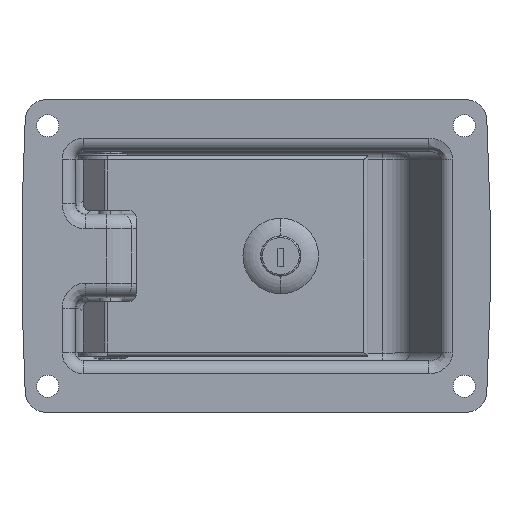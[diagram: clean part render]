
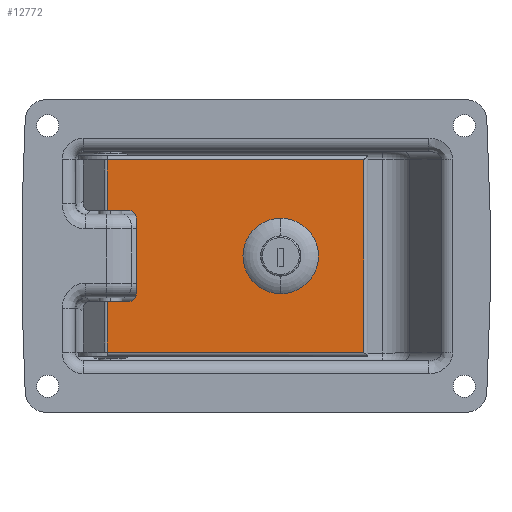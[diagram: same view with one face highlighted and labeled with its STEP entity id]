
A CAD part, top view. The second image highlights one B-rep face of the part: STEP entity #12772.
In plain terms, the highlighted face is planar.
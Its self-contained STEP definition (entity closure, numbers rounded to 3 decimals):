
#40 = CARTESIAN_POINT ( 'NONE',  ( -1.208, 36.9, -15.1 ) ) ;
#136 = EDGE_CURVE ( 'NONE', #9151, #15584, #3878, .T. ) ;
#297 = DIRECTION ( 'NONE',  ( -1., 0., 0. ) ) ;
#402 = CARTESIAN_POINT ( 'NONE',  ( 7., 14.5, -15.1 ) ) ;
#430 = CARTESIAN_POINT ( 'NONE',  ( 74.75, -6.833, -15.1 ) ) ;
#511 = CARTESIAN_POINT ( 'NONE',  ( -10.356, -17.5, -15.1 ) ) ;
#577 = VERTEX_POINT ( 'NONE', #7924 ) ;
#626 = LINE ( 'NONE', #8175, #9506 ) ;
#668 = DIRECTION ( 'NONE',  ( 0., 0., 1. ) ) ;
#722 = DIRECTION ( 'NONE',  ( -1., 0., 0. ) ) ;
#798 = DIRECTION ( 'NONE',  ( -1., 0., 0. ) ) ;
#901 = ORIENTED_EDGE ( 'NONE', *, *, #9919, .T. ) ;
#942 = CARTESIAN_POINT ( 'NONE',  ( 61.9, 13., -15.1 ) ) ;
#990 = CIRCLE ( 'NONE', #14784, 11.5 ) ;
#1039 = CARTESIAN_POINT ( 'NONE',  ( -1.208, -36.9, -15.1 ) ) ;
#1164 = LINE ( 'NONE', #9289, #15119 ) ;
#1232 = CARTESIAN_POINT ( 'NONE',  ( 10., 17.5, -15.1 ) ) ;
#1517 = LINE ( 'NONE', #8913, #5376 ) ;
#1592 = CARTESIAN_POINT ( 'NONE',  ( 61.9, 13., -15.1 ) ) ;
#1604 = LINE ( 'NONE', #1592, #3620 ) ;
#1609 = ORIENTED_EDGE ( 'NONE', *, *, #16116, .T. ) ;
#1707 = CARTESIAN_POINT ( 'NONE',  ( 65.5, 0., -15.1 ) ) ;
#1940 = ORIENTED_EDGE ( 'NONE', *, *, #10211, .T. ) ;
#2151 = ORIENTED_EDGE ( 'NONE', *, *, #8516, .T. ) ;
#2199 = VECTOR ( 'NONE', #10089, 1000. ) ;
#2267 = CARTESIAN_POINT ( 'NONE',  ( 97.395, -36.9, -15.1 ) ) ;
#2347 = CIRCLE ( 'NONE', #4073, 3. ) ;
#2351 = DIRECTION ( 'NONE',  ( -1., 0., 0. ) ) ;
#2405 = DIRECTION ( 'NONE',  ( 0., 1., 0. ) ) ;
#2697 = CARTESIAN_POINT ( 'NONE',  ( 69.1, 13., -15.1 ) ) ;
#2770 = VERTEX_POINT ( 'NONE', #16095 ) ;
#2979 = EDGE_CURVE ( 'NONE', #577, #7004, #15808, .T. ) ;
#3019 = DIRECTION ( 'NONE',  ( 1., 0., 0. ) ) ;
#3217 = CIRCLE ( 'NONE', #10178, 11.5 ) ;
#3267 = CARTESIAN_POINT ( 'NONE',  ( 69.1, 10.922, -15.1 ) ) ;
#3304 = ORIENTED_EDGE ( 'NONE', *, *, #11378, .T. ) ;
#3341 = EDGE_CURVE ( 'NONE', #15584, #16102, #1604, .T. ) ;
#3360 = LINE ( 'NONE', #14298, #11654 ) ;
#3520 = LINE ( 'NONE', #430, #11806 ) ;
#3612 = ORIENTED_EDGE ( 'NONE', *, *, #12741, .T. ) ;
#3620 = VECTOR ( 'NONE', #4078, 1000. ) ;
#3878 = LINE ( 'NONE', #14986, #10348 ) ;
#4073 = AXIS2_PLACEMENT_3D ( 'NONE', #402, #11953, #297 ) ;
#4078 = DIRECTION ( 'NONE',  ( 0., -1., 0. ) ) ;
#4118 = VECTOR ( 'NONE', #9618, 1000. ) ;
#4266 = VECTOR ( 'NONE', #14568, 1000. ) ;
#4311 = EDGE_CURVE ( 'NONE', #7004, #2770, #15954, .T. ) ;
#4331 = LINE ( 'NONE', #11929, #4118 ) ;
#4627 = EDGE_CURVE ( 'NONE', #9946, #9151, #1164, .T. ) ;
#4751 = VERTEX_POINT ( 'NONE', #8114 ) ;
#5233 = EDGE_CURVE ( 'NONE', #2770, #12814, #3520, .T. ) ;
#5376 = VECTOR ( 'NONE', #14174, 1000. ) ;
#5390 = EDGE_CURVE ( 'NONE', #15503, #10325, #1517, .T. ) ;
#5557 = FACE_BOUND ( 'NONE', #16405, .T. ) ;
#6260 = ORIENTED_EDGE ( 'NONE', *, *, #12693, .T. ) ;
#6492 = CARTESIAN_POINT ( 'NONE',  ( 7., -17.5, -15.1 ) ) ;
#6721 = CARTESIAN_POINT ( 'NONE',  ( 61.9, 10.922, -15.1 ) ) ;
#6793 = VERTEX_POINT ( 'NONE', #2267 ) ;
#6948 = ORIENTED_EDGE ( 'NONE', *, *, #12253, .T. ) ;
#7004 = VERTEX_POINT ( 'NONE', #13089 ) ;
#7250 = AXIS2_PLACEMENT_3D ( 'NONE', #1707, #10741, #3019 ) ;
#7652 = CARTESIAN_POINT ( 'NONE',  ( -1.208, 17.5, -15.1 ) ) ;
#7924 = CARTESIAN_POINT ( 'NONE',  ( 56.25, 6.833, -15.1 ) ) ;
#7931 = ORIENTED_EDGE ( 'NONE', *, *, #14936, .T. ) ;
#7938 = DIRECTION ( 'NONE',  ( -1., 0., 0. ) ) ;
#8114 = CARTESIAN_POINT ( 'NONE',  ( 7., 17.5, -15.1 ) ) ;
#8175 = CARTESIAN_POINT ( 'NONE',  ( 97.395, 36.9, -15.1 ) ) ;
#8288 = ORIENTED_EDGE ( 'NONE', *, *, #13074, .T. ) ;
#8391 = CARTESIAN_POINT ( 'NONE',  ( 65.5, 0., -15.1 ) ) ;
#8516 = EDGE_CURVE ( 'NONE', #10325, #10761, #11537, .T. ) ;
#8900 = EDGE_LOOP ( 'NONE', ( #1940, #6948, #3304, #3612, #1609, #8288, #6260, #14962, #2151, #7931 ) ) ;
#8913 = CARTESIAN_POINT ( 'NONE',  ( -1.208, 36.9, -15.1 ) ) ;
#9008 = ORIENTED_EDGE ( 'NONE', *, *, #2979, .T. ) ;
#9151 = VERTEX_POINT ( 'NONE', #2697 ) ;
#9249 = CARTESIAN_POINT ( 'NONE',  ( -1.208, -17.5, -15.1 ) ) ;
#9276 = LINE ( 'NONE', #1232, #2199 ) ;
#9282 = DIRECTION ( 'NONE',  ( 0., 0., -1. ) ) ;
#9289 = CARTESIAN_POINT ( 'NONE',  ( 69.1, 13., -15.1 ) ) ;
#9506 = VECTOR ( 'NONE', #14559, 1000. ) ;
#9588 = VERTEX_POINT ( 'NONE', #7652 ) ;
#9618 = DIRECTION ( 'NONE',  ( 0., -1., 0. ) ) ;
#9639 = CARTESIAN_POINT ( 'NONE',  ( 7., -14.5, -15.1 ) ) ;
#9646 = CARTESIAN_POINT ( 'NONE',  ( -1.208, -36.9, -15.1 ) ) ;
#9813 = CARTESIAN_POINT ( 'NONE',  ( 10., 14.5, -15.1 ) ) ;
#9919 = EDGE_CURVE ( 'NONE', #16102, #577, #990, .T. ) ;
#9946 = VERTEX_POINT ( 'NONE', #3267 ) ;
#9960 = CARTESIAN_POINT ( 'NONE',  ( 56.25, -6.833, -15.1 ) ) ;
#10073 = ORIENTED_EDGE ( 'NONE', *, *, #136, .T. ) ;
#10089 = DIRECTION ( 'NONE',  ( 0., 1., 0. ) ) ;
#10178 = AXIS2_PLACEMENT_3D ( 'NONE', #8391, #668, #13586 ) ;
#10211 = EDGE_CURVE ( 'NONE', #15576, #11848, #9276, .T. ) ;
#10325 = VERTEX_POINT ( 'NONE', #9249 ) ;
#10348 = VECTOR ( 'NONE', #798, 1000. ) ;
#10354 = CARTESIAN_POINT ( 'NONE',  ( 74.75, 6.833, -15.1 ) ) ;
#10474 = DIRECTION ( 'NONE',  ( 0., 1., 0. ) ) ;
#10700 = AXIS2_PLACEMENT_3D ( 'NONE', #9639, #14741, #722 ) ;
#10741 = DIRECTION ( 'NONE',  ( 0., 0., 1. ) ) ;
#10761 = VERTEX_POINT ( 'NONE', #6492 ) ;
#10805 = ORIENTED_EDGE ( 'NONE', *, *, #3341, .T. ) ;
#10893 = ORIENTED_EDGE ( 'NONE', *, *, #5233, .T. ) ;
#11378 = EDGE_CURVE ( 'NONE', #4751, #9588, #3360, .T. ) ;
#11460 = DIRECTION ( 'NONE',  ( -1., 0., 0. ) ) ;
#11537 = LINE ( 'NONE', #511, #4266 ) ;
#11654 = VECTOR ( 'NONE', #11460, 1000. ) ;
#11762 = AXIS2_PLACEMENT_3D ( 'NONE', #12954, #9282, #7938 ) ;
#11806 = VECTOR ( 'NONE', #14698, 1000. ) ;
#11848 = VERTEX_POINT ( 'NONE', #9813 ) ;
#11929 = CARTESIAN_POINT ( 'NONE',  ( 97.395, 36.9, -15.1 ) ) ;
#11953 = DIRECTION ( 'NONE',  ( 0., 0., 1. ) ) ;
#12141 = CARTESIAN_POINT ( 'NONE',  ( 65.5, 0., -15.1 ) ) ;
#12253 = EDGE_CURVE ( 'NONE', #11848, #4751, #2347, .T. ) ;
#12326 = VERTEX_POINT ( 'NONE', #14503 ) ;
#12405 = FACE_OUTER_BOUND ( 'NONE', #8900, .T. ) ;
#12535 = LINE ( 'NONE', #1039, #12917 ) ;
#12549 = DIRECTION ( 'NONE',  ( 0., -1., 0. ) ) ;
#12657 = ORIENTED_EDGE ( 'NONE', *, *, #4311, .T. ) ;
#12693 = EDGE_CURVE ( 'NONE', #6793, #15503, #12535, .T. ) ;
#12741 = EDGE_CURVE ( 'NONE', #9588, #13354, #15123, .T. ) ;
#12772 = ADVANCED_FACE ( 'NONE', ( #5557, #12405 ), #15704, .T. ) ;
#12786 = CARTESIAN_POINT ( 'NONE',  ( -1.208, 36.9, -15.1 ) ) ;
#12814 = VERTEX_POINT ( 'NONE', #10354 ) ;
#12860 = ORIENTED_EDGE ( 'NONE', *, *, #16262, .T. ) ;
#12917 = VECTOR ( 'NONE', #2351, 1000. ) ;
#12954 = CARTESIAN_POINT ( 'NONE',  ( -1.871, 36.9, -15.1 ) ) ;
#13074 = EDGE_CURVE ( 'NONE', #12326, #6793, #4331, .T. ) ;
#13089 = CARTESIAN_POINT ( 'NONE',  ( 56.25, -6.833, -15.1 ) ) ;
#13354 = VERTEX_POINT ( 'NONE', #40 ) ;
#13586 = DIRECTION ( 'NONE',  ( 1., 0., 0. ) ) ;
#13728 = VECTOR ( 'NONE', #12549, 1000. ) ;
#13922 = ORIENTED_EDGE ( 'NONE', *, *, #4627, .T. ) ;
#14174 = DIRECTION ( 'NONE',  ( 0., 1., 0. ) ) ;
#14298 = CARTESIAN_POINT ( 'NONE',  ( -10.356, 17.5, -15.1 ) ) ;
#14503 = CARTESIAN_POINT ( 'NONE',  ( 97.395, 36.9, -15.1 ) ) ;
#14559 = DIRECTION ( 'NONE',  ( 1., 0., 0. ) ) ;
#14568 = DIRECTION ( 'NONE',  ( 1., 0., 0. ) ) ;
#14636 = DIRECTION ( 'NONE',  ( 0., 0., 1. ) ) ;
#14662 = VECTOR ( 'NONE', #2405, 1000. ) ;
#14698 = DIRECTION ( 'NONE',  ( 0., 1., 0. ) ) ;
#14741 = DIRECTION ( 'NONE',  ( 0., 0., 1. ) ) ;
#14784 = AXIS2_PLACEMENT_3D ( 'NONE', #12141, #14636, #14865 ) ;
#14865 = DIRECTION ( 'NONE',  ( 1., 0., 0. ) ) ;
#14936 = EDGE_CURVE ( 'NONE', #10761, #15576, #15620, .T. ) ;
#14962 = ORIENTED_EDGE ( 'NONE', *, *, #5390, .T. ) ;
#14986 = CARTESIAN_POINT ( 'NONE',  ( 61.9, 13., -15.1 ) ) ;
#15119 = VECTOR ( 'NONE', #10474, 1000. ) ;
#15123 = LINE ( 'NONE', #12786, #14662 ) ;
#15503 = VERTEX_POINT ( 'NONE', #9646 ) ;
#15576 = VERTEX_POINT ( 'NONE', #16167 ) ;
#15584 = VERTEX_POINT ( 'NONE', #942 ) ;
#15620 = CIRCLE ( 'NONE', #10700, 3. ) ;
#15704 = PLANE ( 'NONE',  #11762 ) ;
#15808 = LINE ( 'NONE', #9960, #13728 ) ;
#15954 = CIRCLE ( 'NONE', #7250, 11.5 ) ;
#16095 = CARTESIAN_POINT ( 'NONE',  ( 74.75, -6.833, -15.1 ) ) ;
#16102 = VERTEX_POINT ( 'NONE', #6721 ) ;
#16116 = EDGE_CURVE ( 'NONE', #13354, #12326, #626, .T. ) ;
#16167 = CARTESIAN_POINT ( 'NONE',  ( 10., -14.5, -15.1 ) ) ;
#16262 = EDGE_CURVE ( 'NONE', #12814, #9946, #3217, .T. ) ;
#16405 = EDGE_LOOP ( 'NONE', ( #12657, #10893, #12860, #13922, #10073, #10805, #901, #9008 ) ) ;
